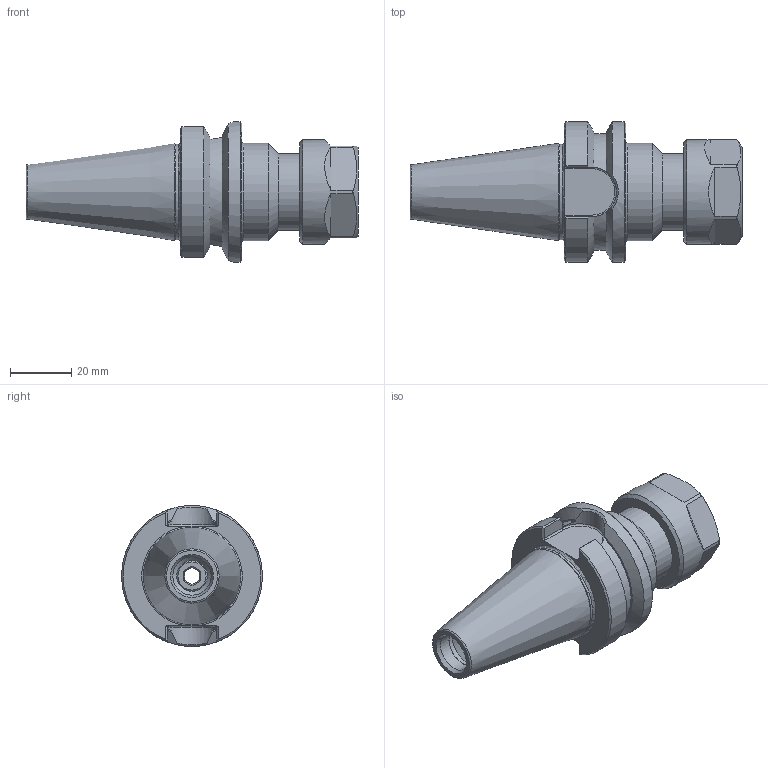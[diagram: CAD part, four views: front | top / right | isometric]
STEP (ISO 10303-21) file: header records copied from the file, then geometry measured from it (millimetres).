
FILE_DESCRIPTION(/* description */ ('ER COLLET CHUCK'),/* implementation_level */ '2;1');
FILE_NAME(/* name */ 'B30-20ERF236.stp',/* time_stamp */ '2017-01-17T08:27:56-05:00',/* author */ ('davhar'),/* organization */ (''),/* preprocessor_version */ 'ST-DEVELOPER v16.1',/* originating_system */ 'Autodesk Inventor 2016',/* authorisation */ '');
FILE_SCHEMA (('AUTOMOTIVE_DESIGN { 1 0 10303 214 3 1 1 }'));
Length unit declared in the file: inch
Products named in the file (4): B30-20ER236-1; BS-09; 20ERHN; B30-20ERF236
Assembly tree (3 placements, depth 2):
  B30-20ERF236
    B30-20ER236-1
    BS-09
    20ERHN
Bounding box: 108.36 x 46 x 46 mm (x, y, z)
Volume: 64554.1 mm3; surface area: 21231.8 mm2
Topology: 3 solids, 3 shells, 130 faces, 320 edges, 199 vertices
Faces by surface type: plane 54, cylinder 34, cone 29, torus 11, bspline 2
Full cylindrical faces by diameter (mm): 7.137 x1, 10.109 x1, 10.719 x2, 12.512 x1, 12.751 x1, 13.122 x1, 14.097 x1, 14.478 x1, 15.494 x1, 23.5 x1, 25 x1, 26 x1, 31.242 x1, 31.75 x1, 34 x1, 45.999 x1
Entity records: 3831 total; most frequent: CARTESIAN_POINT 921, DIRECTION 584, ORIENTED_EDGE 536, EDGE_CURVE 268, AXIS2_PLACEMENT_3D 243, VERTEX_POINT 190, EDGE_LOOP 182, FACE_OUTER_BOUND 130
